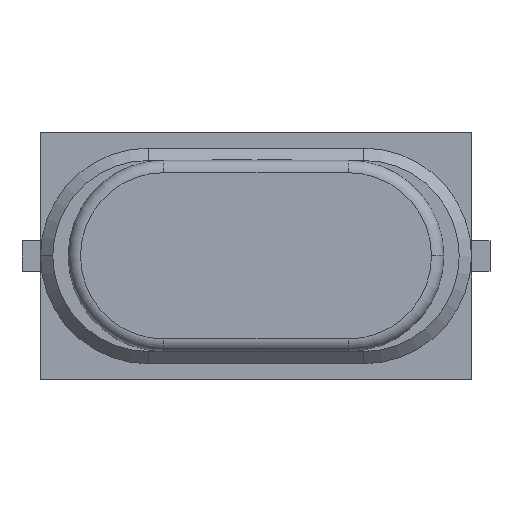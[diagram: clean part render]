
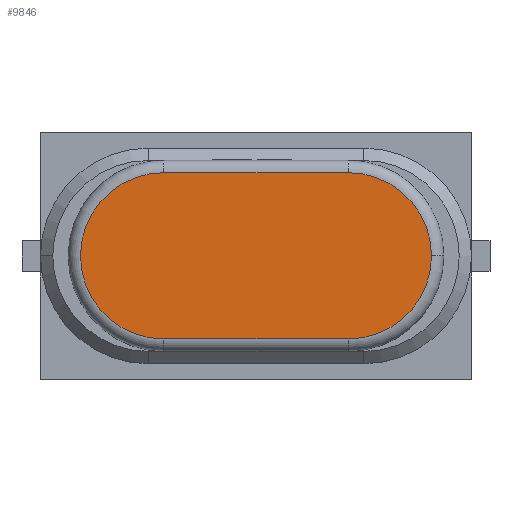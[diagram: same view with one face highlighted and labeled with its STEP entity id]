
A CAD part, top view. The second image highlights one B-rep face of the part: STEP entity #9846.
In plain terms, the highlighted planar face has unit normal (0, 0, 1).
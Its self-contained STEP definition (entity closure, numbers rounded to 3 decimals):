
#780 = VERTEX_POINT ( 'NONE', #6408 ) ;
#1049 = DIRECTION ( 'NONE',  ( 0., 0., 1. ) ) ;
#1197 = DIRECTION ( 'NONE',  ( 0., 0., 1. ) ) ;
#1510 = CARTESIAN_POINT ( 'NONE',  ( 1.5, 0., 2. ) ) ;
#2144 = CARTESIAN_POINT ( 'NONE',  ( 1.5, 1.35, 2. ) ) ;
#2313 = VECTOR ( 'NONE', #4754, 1000. ) ;
#2860 = CIRCLE ( 'NONE', #6826, 1.35 ) ;
#4253 = AXIS2_PLACEMENT_3D ( 'NONE', #14631, #14787, #5407 ) ;
#4754 = DIRECTION ( 'NONE',  ( -1., 0., 0. ) ) ;
#5008 = VERTEX_POINT ( 'NONE', #2144 ) ;
#5014 = EDGE_CURVE ( 'NONE', #6063, #5008, #13287, .T. ) ;
#5105 = EDGE_CURVE ( 'NONE', #7003, #6063, #7625, .T. ) ;
#5407 = DIRECTION ( 'NONE',  ( 1., 0., 0. ) ) ;
#5482 = DIRECTION ( 'NONE',  ( 0., 0., 1. ) ) ;
#5636 = EDGE_CURVE ( 'NONE', #780, #7003, #13077, .T. ) ;
#6063 = VERTEX_POINT ( 'NONE', #7794 ) ;
#6212 = ORIENTED_EDGE ( 'NONE', *, *, #5636, .T. ) ;
#6408 = CARTESIAN_POINT ( 'NONE',  ( -1.5, -1.35, 2. ) ) ;
#6435 = PLANE ( 'NONE',  #4253 ) ;
#6522 = FACE_OUTER_BOUND ( 'NONE', #6761, .T. ) ;
#6623 = VECTOR ( 'NONE', #9463, 1000. ) ;
#6633 = AXIS2_PLACEMENT_3D ( 'NONE', #9359, #1049, #10076 ) ;
#6666 = CARTESIAN_POINT ( 'NONE',  ( -1.5, 0., 2. ) ) ;
#6761 = EDGE_LOOP ( 'NONE', ( #8773, #7145, #14305, #12344, #6212 ) ) ;
#6826 = AXIS2_PLACEMENT_3D ( 'NONE', #6666, #5482, #13628 ) ;
#7003 = VERTEX_POINT ( 'NONE', #10550 ) ;
#7145 = ORIENTED_EDGE ( 'NONE', *, *, #5014, .T. ) ;
#7625 = CIRCLE ( 'NONE', #10818, 1.35 ) ;
#7729 = CARTESIAN_POINT ( 'NONE',  ( -1.5, 1.35, 2. ) ) ;
#7794 = CARTESIAN_POINT ( 'NONE',  ( 2.85, 0., 2. ) ) ;
#8230 = EDGE_CURVE ( 'NONE', #11239, #780, #2860, .T. ) ;
#8773 = ORIENTED_EDGE ( 'NONE', *, *, #5105, .T. ) ;
#9359 = CARTESIAN_POINT ( 'NONE',  ( 1.5, 0., 2. ) ) ;
#9463 = DIRECTION ( 'NONE',  ( 1., 0., 0. ) ) ;
#9846 = ADVANCED_FACE ( 'NONE', ( #6522 ), #6435, .T. ) ;
#10076 = DIRECTION ( 'NONE',  ( 1., 0., 0. ) ) ;
#10550 = CARTESIAN_POINT ( 'NONE',  ( 1.5, -1.35, 2. ) ) ;
#10818 = AXIS2_PLACEMENT_3D ( 'NONE', #1510, #1197, #13286 ) ;
#11239 = VERTEX_POINT ( 'NONE', #7729 ) ;
#11264 = EDGE_CURVE ( 'NONE', #5008, #11239, #14835, .T. ) ;
#12161 = CARTESIAN_POINT ( 'NONE',  ( 1.5, -1.35, 2. ) ) ;
#12344 = ORIENTED_EDGE ( 'NONE', *, *, #8230, .T. ) ;
#12971 = CARTESIAN_POINT ( 'NONE',  ( -1.5, 1.35, 2. ) ) ;
#13077 = LINE ( 'NONE', #12161, #6623 ) ;
#13286 = DIRECTION ( 'NONE',  ( 1., 0., 0. ) ) ;
#13287 = CIRCLE ( 'NONE', #6633, 1.35 ) ;
#13628 = DIRECTION ( 'NONE',  ( 1., 0., 0. ) ) ;
#14305 = ORIENTED_EDGE ( 'NONE', *, *, #11264, .T. ) ;
#14631 = CARTESIAN_POINT ( 'NONE',  ( -1.5, 0., 2. ) ) ;
#14787 = DIRECTION ( 'NONE',  ( 0., 0., 1. ) ) ;
#14835 = LINE ( 'NONE', #12971, #2313 ) ;
